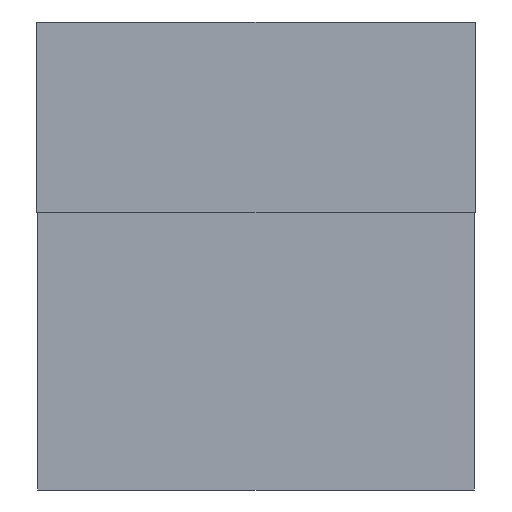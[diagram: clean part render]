
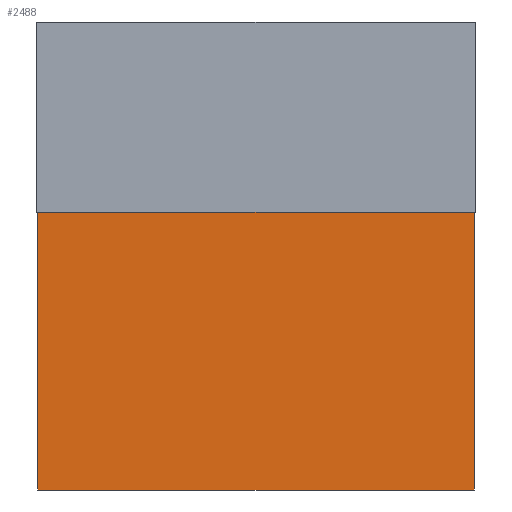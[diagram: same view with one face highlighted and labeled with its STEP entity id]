
A CAD part, front view. The second image highlights one B-rep face of the part: STEP entity #2488.
In plain terms, the highlighted planar face has unit normal (0, -1, 0).
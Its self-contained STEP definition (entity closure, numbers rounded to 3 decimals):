
#2475=AXIS2_PLACEMENT_3D('Plane Axis2P3D',#2472,#2473,#2474) ;
#2306=CARTESIAN_POINT('Vertex',(35.317,78.,-29.018)) ;
#2309=CARTESIAN_POINT('Line Origine',(0.,78.,-29.018)) ;
#2313=CARTESIAN_POINT('Vertex',(-35.317,78.,-29.018)) ;
#2408=CARTESIAN_POINT('Vertex',(35.317,78.,16.)) ;
#2411=CARTESIAN_POINT('Line Origine',(35.317,78.,8.891)) ;
#2437=CARTESIAN_POINT('Line Origine',(-35.317,78.,8.891)) ;
#2441=CARTESIAN_POINT('Vertex',(-35.317,78.,16.)) ;
#2472=CARTESIAN_POINT('Axis2P3D Location',(0.,78.,16.)) ;
#2477=CARTESIAN_POINT('Line Origine',(0.,78.,16.)) ;
#2310=DIRECTION('Vector Direction',(1.,0.,0.)) ;
#2412=DIRECTION('Vector Direction',(0.,0.,1.)) ;
#2438=DIRECTION('Vector Direction',(0.,0.,1.)) ;
#2473=DIRECTION('Axis2P3D Direction',(0.,-1.,0.)) ;
#2474=DIRECTION('Axis2P3D XDirection',(0.,0.,-1.)) ;
#2478=DIRECTION('Vector Direction',(1.,0.,0.)) ;
#2311=VECTOR('Line Direction',#2310,1.) ;
#2413=VECTOR('Line Direction',#2412,1.) ;
#2439=VECTOR('Line Direction',#2438,1.) ;
#2479=VECTOR('Line Direction',#2478,1.) ;
#2483=ORIENTED_EDGE('',*,*,#2315,.T.) ;
#2484=ORIENTED_EDGE('',*,*,#2415,.F.) ;
#2485=ORIENTED_EDGE('',*,*,#2481,.F.) ;
#2486=ORIENTED_EDGE('',*,*,#2443,.F.) ;
#2488=ADVANCED_FACE('Maniglia rotante rinviata lunghezza massima',(#2487),#2476,.T.) ;
#2315=EDGE_CURVE('',#2314,#2307,#2312,.T.) ;
#2415=EDGE_CURVE('',#2409,#2307,#2414,.F.) ;
#2443=EDGE_CURVE('',#2314,#2442,#2440,.T.) ;
#2481=EDGE_CURVE('',#2442,#2409,#2480,.T.) ;
#2482=EDGE_LOOP('',(#2483,#2484,#2485,#2486)) ;
#2487=FACE_OUTER_BOUND('',#2482,.T.) ;
#2312=LINE('Line',#2309,#2311) ;
#2414=LINE('Line',#2411,#2413) ;
#2440=LINE('Line',#2437,#2439) ;
#2480=LINE('Line',#2477,#2479) ;
#2476=PLANE('',#2475) ;
#2307=VERTEX_POINT('',#2306) ;
#2314=VERTEX_POINT('',#2313) ;
#2409=VERTEX_POINT('',#2408) ;
#2442=VERTEX_POINT('',#2441) ;
